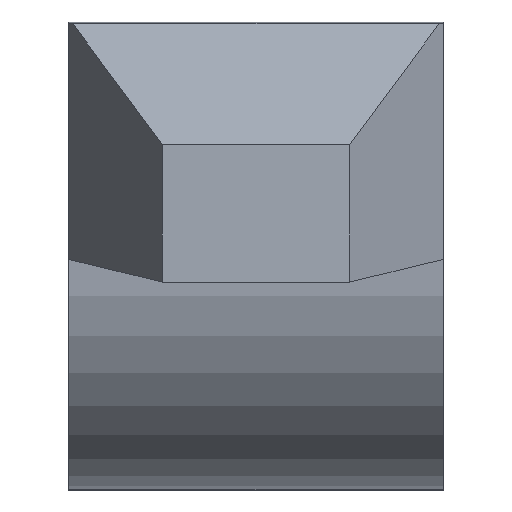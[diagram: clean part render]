
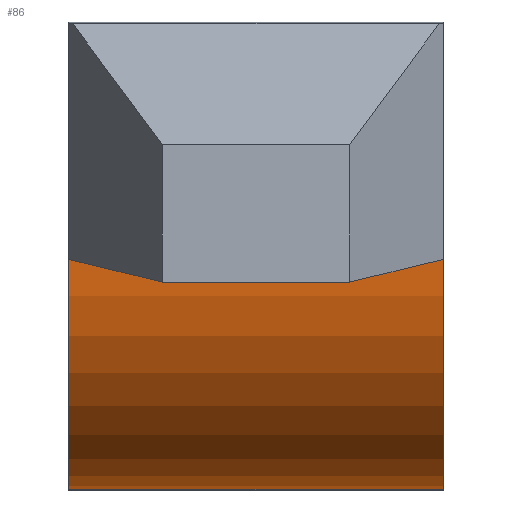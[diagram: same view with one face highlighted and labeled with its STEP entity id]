
A CAD part, left-side view. The second image highlights one B-rep face of the part: STEP entity #86.
In plain terms, the highlighted cylindrical face has radius 50 mm (diameter 100 mm), a partial arc.
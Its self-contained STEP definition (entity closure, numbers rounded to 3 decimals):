
#86=ADVANCED_FACE('',(#116),#117,.T.);
#116=FACE_OUTER_BOUND('',#152,.T.);
#117=CYLINDRICAL_SURFACE('',#153,50.);
#152=EDGE_LOOP('',(#256,#257,#258,#259));
#153=AXIS2_PLACEMENT_3D('',#260,#261,#262);
#256=ORIENTED_EDGE('',*,*,#331,.T.);
#257=ORIENTED_EDGE('',*,*,#347,.F.);
#258=ORIENTED_EDGE('',*,*,#343,.T.);
#259=ORIENTED_EDGE('',*,*,#345,.T.);
#260=CARTESIAN_POINT('',(90.,0.,5.622));
#261=DIRECTION('',(0.0,-1.0,0.));
#262=DIRECTION('',(-1.0,0.,0.));
#331=EDGE_CURVE('',#397,#395,#398,.T.);
#343=EDGE_CURVE('',#417,#415,#418,.T.);
#345=EDGE_CURVE('',#415,#397,#420,.T.);
#347=EDGE_CURVE('',#417,#395,#422,.T.);
#395=VERTEX_POINT('',#567);
#397=VERTEX_POINT('',#570);
#398=CIRCLE('',#571,50.);
#415=VERTEX_POINT('',#596);
#417=VERTEX_POINT('',#599);
#418=CIRCLE('',#600,50.);
#420=LINE('',#603,#604);
#422=LINE('',#607,#608);
#567=CARTESIAN_POINT('',(40.0,-40.0,5.622));
#570=CARTESIAN_POINT('',(90.0,-40.0,-44.378));
#571=AXIS2_PLACEMENT_3D('',#653,#654,#655);
#596=CARTESIAN_POINT('',(90.0,40.0,-44.378));
#599=CARTESIAN_POINT('',(40.0,40.0,5.622));
#600=AXIS2_PLACEMENT_3D('',#671,#672,#673);
#603=CARTESIAN_POINT('',(90.0,0.,-44.378));
#604=VECTOR('',#675,1.0);
#607=CARTESIAN_POINT('',(40.0,0.,5.622));
#608=VECTOR('',#677,1.0);
#653=CARTESIAN_POINT('',(90.,-40.0,5.622));
#654=DIRECTION('',(0.0,1.0,0.));
#655=DIRECTION('',(-1.0,0.,0.));
#671=CARTESIAN_POINT('',(90.,40.0,5.622));
#672=DIRECTION('',(0.0,-1.0,0.));
#673=DIRECTION('',(-1.0,0.,0.));
#675=DIRECTION('',(0.0,-1.0,0.));
#677=DIRECTION('',(0.0,-1.0,0.));
